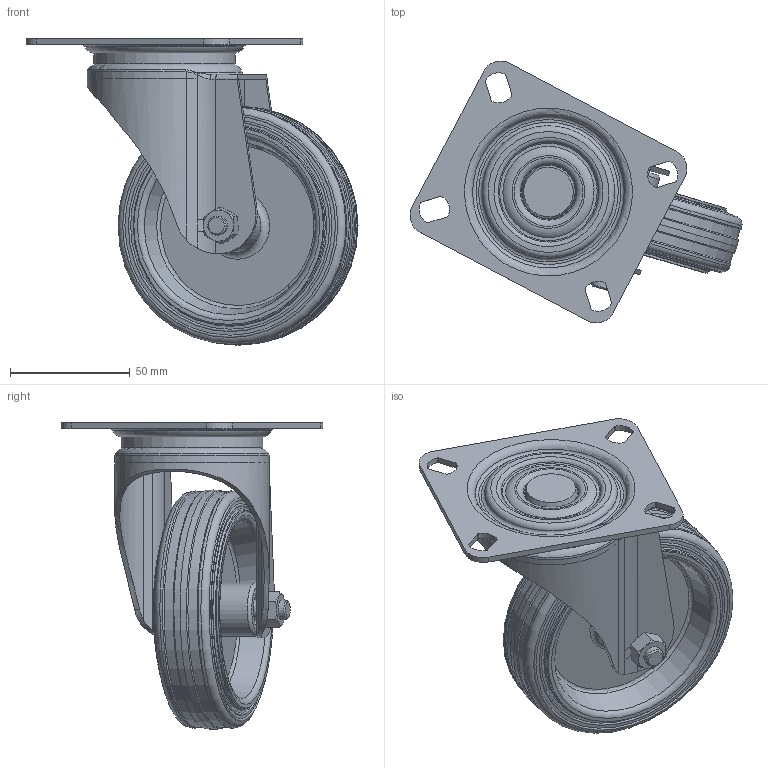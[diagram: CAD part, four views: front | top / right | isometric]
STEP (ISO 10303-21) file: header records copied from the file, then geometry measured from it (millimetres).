
FILE_DESCRIPTION(/* description */ (''),/* implementation_level */ '2;1');
FILE_NAME(/* name */ 'CRUST0000010.stp',/* time_stamp */ '2018-05-28T17:52:00+02:00',/* author */ ('fzagni'),/* organization */ (''),/* preprocessor_version */ 'ST-DEVELOPER v16.1',/* originating_system */ 'Autodesk Inventor 2016',/* authorisation */ '');
FILE_SCHEMA (('AUTOMOTIVE_DESIGN { 1 0 10303 214 3 1 1 }'));
Length unit declared in the file: millimetre
Products named in the file (8): 440000005123; 440000005121; 440000005120; 440000005119; 440000005287; 440000005288; 440000005289; CRUST0000010 (24.159.00) CEBORA
Assembly tree (7 placements, depth 2):
  CRUST0000010 (24.159.00) CEBORA
    440000005123
    440000005121
    440000005120
    440000005119
    440000005287
    440000005288
    440000005289
Bounding box: 138.75 x 109.48 x 128.1 mm (x, y, z)
Volume: 153859.9 mm3; surface area: 77397.6 mm2
Topology: 7 solids, 7 shells, 220 faces, 523 edges, 328 vertices
Faces by surface type: plane 67, cylinder 61, torus 47, cone 37, bspline 8
Full cylindrical faces by diameter (mm): 8 x4, 13 x1, 14.5 x2, 17.8 x1, 17.931 x2, 20.15 x1, 22.15 x2, 24 x1, 36.4 x1, 59.4 x1, 82.5 x2
Entity records: 8353 total; most frequent: CARTESIAN_POINT 3538, DIRECTION 1007, ORIENTED_EDGE 838, AXIS2_PLACEMENT_3D 442, EDGE_CURVE 419, EDGE_LOOP 333, VERTEX_POINT 304, FACE_OUTER_BOUND 220
